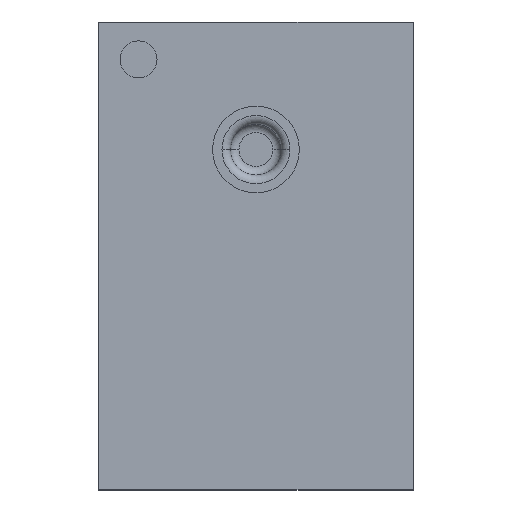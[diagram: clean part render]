
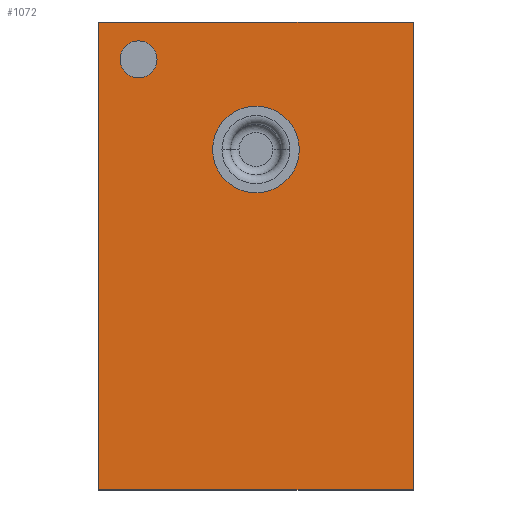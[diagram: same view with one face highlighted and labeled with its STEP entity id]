
A CAD part, top view. The second image highlights one B-rep face of the part: STEP entity #1072.
In plain terms, the highlighted planar face has unit normal (0, 0, 1).
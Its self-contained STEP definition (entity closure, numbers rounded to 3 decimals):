
#787 = VERTEX_POINT('',#788);
#788 = CARTESIAN_POINT('',(-0.581,1.23,1.01
    ));
#794 = EDGE_CURVE('',#795,#787,#797,.T.);
#795 = VERTEX_POINT('',#796);
#796 = CARTESIAN_POINT('',(-0.799,1.23,1.01
    ));
#797 = CIRCLE('',#798,0.109);
#798 = AXIS2_PLACEMENT_3D('',#799,#800,#801);
#799 = CARTESIAN_POINT('',(-0.69,1.23,1.01
    ));
#800 = DIRECTION('',(0.,0.,1.));
#801 = DIRECTION('',(1.,0.,-0.));
#913 = VERTEX_POINT('',#914);
#914 = CARTESIAN_POINT('',(0.255,0.7,1.01)
  );
#920 = EDGE_CURVE('',#921,#913,#923,.T.);
#921 = VERTEX_POINT('',#922);
#922 = CARTESIAN_POINT('',(-0.255,0.7,1.01
    ));
#923 = CIRCLE('',#924,0.255);
#924 = AXIS2_PLACEMENT_3D('',#925,#926,#927);
#925 = CARTESIAN_POINT('',(0.,0.7,1.01));
#926 = DIRECTION('',(0.,0.,1.));
#927 = DIRECTION('',(1.,0.,-0.));
#963 = VERTEX_POINT('',#964);
#964 = CARTESIAN_POINT('',(0.925,-1.3,1.01
    ));
#970 = EDGE_CURVE('',#971,#963,#973,.T.);
#971 = VERTEX_POINT('',#972);
#972 = CARTESIAN_POINT('',(-0.925,-1.3,
    1.01));
#973 = LINE('',#974,#975);
#974 = CARTESIAN_POINT('',(-0.925,-1.3,
    1.01));
#975 = VECTOR('',#976,1.);
#976 = DIRECTION('',(1.,0.,0.));
#1001 = VERTEX_POINT('',#1002);
#1002 = CARTESIAN_POINT('',(0.925,1.45,1.01
    ));
#1008 = EDGE_CURVE('',#963,#1001,#1009,.T.);
#1009 = LINE('',#1010,#1011);
#1010 = CARTESIAN_POINT('',(0.925,-1.3,
    1.01));
#1011 = VECTOR('',#1012,1.);
#1012 = DIRECTION('',(0.,1.,0.));
#1032 = VERTEX_POINT('',#1033);
#1033 = CARTESIAN_POINT('',(-0.925,1.45,
    1.01));
#1039 = EDGE_CURVE('',#1001,#1032,#1040,.T.);
#1040 = LINE('',#1041,#1042);
#1041 = CARTESIAN_POINT('',(0.925,1.45,1.01
    ));
#1042 = VECTOR('',#1043,1.);
#1043 = DIRECTION('',(-1.,0.,0.));
#1061 = EDGE_CURVE('',#1032,#971,#1062,.T.);
#1062 = LINE('',#1063,#1064);
#1063 = CARTESIAN_POINT('',(-0.925,1.45,
    1.01));
#1064 = VECTOR('',#1065,1.);
#1065 = DIRECTION('',(0.,-1.,0.));
#1072 = ADVANCED_FACE('',(#1073,#1083,#1093),#1099,.T.);
#1073 = FACE_BOUND('',#1074,.T.);
#1074 = EDGE_LOOP('',(#1075,#1082));
#1075 = ORIENTED_EDGE('',*,*,#1076,.F.);
#1076 = EDGE_CURVE('',#787,#795,#1077,.T.);
#1077 = CIRCLE('',#1078,0.109);
#1078 = AXIS2_PLACEMENT_3D('',#1079,#1080,#1081);
#1079 = CARTESIAN_POINT('',(-0.69,1.23,
    1.01));
#1080 = DIRECTION('',(0.,0.,1.));
#1081 = DIRECTION('',(1.,0.,-0.));
#1082 = ORIENTED_EDGE('',*,*,#794,.F.);
#1083 = FACE_BOUND('',#1084,.T.);
#1084 = EDGE_LOOP('',(#1085,#1092));
#1085 = ORIENTED_EDGE('',*,*,#1086,.F.);
#1086 = EDGE_CURVE('',#913,#921,#1087,.T.);
#1087 = CIRCLE('',#1088,0.255);
#1088 = AXIS2_PLACEMENT_3D('',#1089,#1090,#1091);
#1089 = CARTESIAN_POINT('',(0.,0.7,1.01));
#1090 = DIRECTION('',(0.,0.,1.));
#1091 = DIRECTION('',(1.,0.,-0.));
#1092 = ORIENTED_EDGE('',*,*,#920,.F.);
#1093 = FACE_BOUND('',#1094,.T.);
#1094 = EDGE_LOOP('',(#1095,#1096,#1097,#1098));
#1095 = ORIENTED_EDGE('',*,*,#970,.T.);
#1096 = ORIENTED_EDGE('',*,*,#1008,.T.);
#1097 = ORIENTED_EDGE('',*,*,#1039,.T.);
#1098 = ORIENTED_EDGE('',*,*,#1061,.T.);
#1099 = PLANE('',#1100);
#1100 = AXIS2_PLACEMENT_3D('',#1101,#1102,#1103);
#1101 = CARTESIAN_POINT('',(0.,0.075,1.01));
#1102 = DIRECTION('',(0.,0.,1.));
#1103 = DIRECTION('',(1.,0.,-0.));
